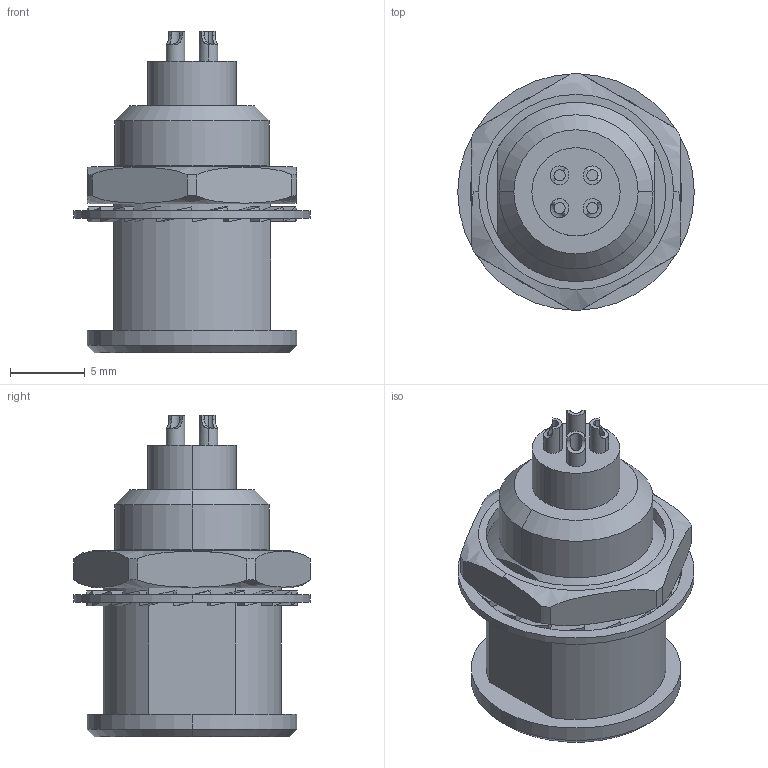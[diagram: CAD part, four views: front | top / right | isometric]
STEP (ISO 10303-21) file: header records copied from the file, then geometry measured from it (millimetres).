
FILE_DESCRIPTION(('STEP AP242'),'1');
FILE_NAME('egg_1b_304_cll.stp','2018-11-16T11:15:59',('TraceParts'),('TraceParts S.A.'),'Spatial InterOp 3D',' ',' ');
FILE_SCHEMA(('AP242_MANAGED_MODEL_BASED_3D_ENGINEERING_MIM_LF {1 0 10303 442 1 1 4}'));
Length unit declared in the file: millimetre
Products named in the file (1): egg_1b_304_cll_1
Bounding box: 15.8 x 15.8 x 21.5 mm (x, y, z)
Volume: 1975.5 mm3; surface area: 1506.2 mm2
Topology: 3 solids, 3 shells, 226 faces, 580 edges, 358 vertices
Faces by surface type: cylinder 112, plane 68, bspline 40, cone 6
Entity records: 10098 total; most frequent: CARTESIAN_POINT 3165, ORIENTED_EDGE 1144, DIRECTION 928, EDGE_CURVE 572, VERTEX_POINT 358, AXIS2_PLACEMENT_3D 341, LINE 246, VECTOR 246
